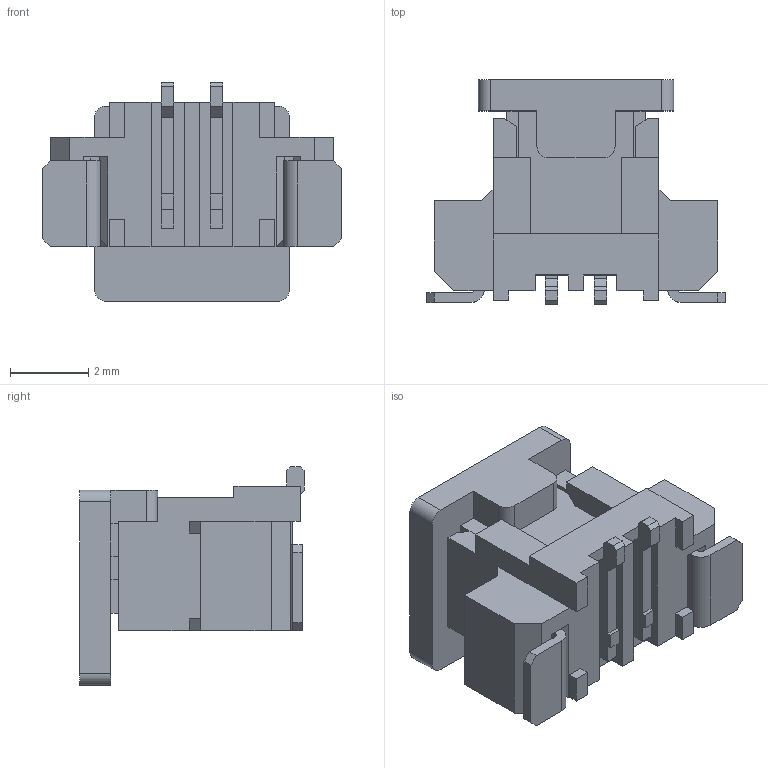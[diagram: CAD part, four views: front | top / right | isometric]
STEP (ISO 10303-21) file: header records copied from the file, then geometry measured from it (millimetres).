
FILE_DESCRIPTION( ( 'STEP AP214' ), '1' );
FILE_NAME( 'psolqas12485972821.stp', '2020-02-13T11:48:59', ( '' ), ( '' ), ' ', 'PARTsolutions', ' ' );
FILE_SCHEMA( ( 'AUTOMOTIVE_DESIGN { 1 0 10303 214 1 1 1 1 }' ) );
Length unit declared in the file: metre
Products named in the file (1): 1
Bounding box: 7.65 x 5.75 x 5.6 mm (x, y, z)
Volume: 89.8 mm3; surface area: 322.6 mm2
Topology: 1 solids, 3 shells, 243 faces, 704 edges, 464 vertices
Faces by surface type: plane 229, cylinder 14
Entity records: 7885 total; most frequent: CARTESIAN_POINT 1440, ORIENTED_EDGE 1408, DIRECTION 1212, EDGE_CURVE 704, LINE 668, VECTOR 668, VERTEX_POINT 464, AXIS2_PLACEMENT_3D 272
